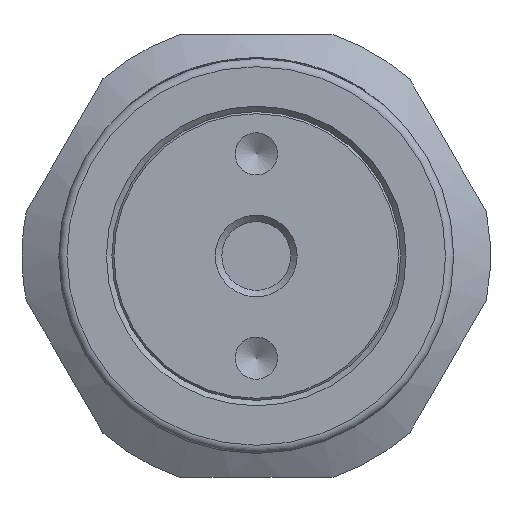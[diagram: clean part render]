
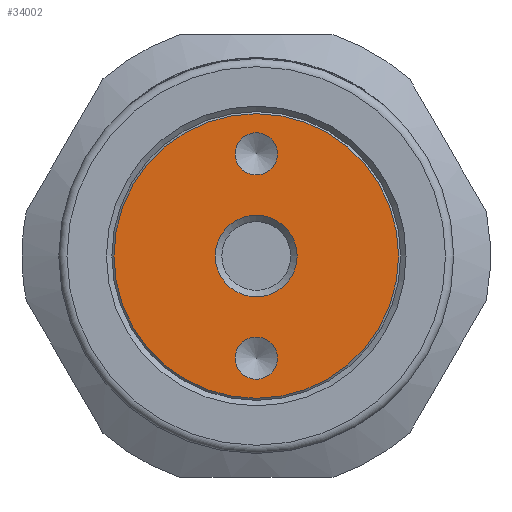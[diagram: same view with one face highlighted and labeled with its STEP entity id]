
A CAD part, left-side view. The second image highlights one B-rep face of the part: STEP entity #34002.
In plain terms, the highlighted planar face has unit normal (-1, 0, 0).
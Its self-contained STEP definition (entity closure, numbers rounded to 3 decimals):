
#33953=CARTESIAN_POINT('',(-115.5,0.,11.0));
#33954=DIRECTION('',(-1.0,0.0,0.0));
#33955=DIRECTION('',(0.0,-1.0,0.0));
#33956=AXIS2_PLACEMENT_3D('',#33953,#33954,#33955);
#33957=PLANE('',#33956);
#33958=CARTESIAN_POINT('',(-115.5,0.,20.9));
#33959=VERTEX_POINT('',#33958);
#33960=CARTESIAN_POINT('',(-115.5,0.,0.));
#33961=DIRECTION('',(1.0,0.0,0.0));
#33962=DIRECTION('',(0.0,0.0,-1.0));
#33963=AXIS2_PLACEMENT_3D('',#33960,#33961,#33962);
#33964=CIRCLE('',#33963,20.9);
#33965=EDGE_CURVE('',#33959,#33959,#33964,.T.);
#33966=ORIENTED_EDGE('',*,*,#33965,.F.);
#33967=EDGE_LOOP('',(#33966));
#33968=FACE_OUTER_BOUND('',#33967,.T.);
#33969=CARTESIAN_POINT('',(-115.5,0.,6.));
#33970=VERTEX_POINT('',#33969);
#33971=CARTESIAN_POINT('',(-115.5,0.,0.));
#33972=DIRECTION('',(1.0,0.0,0.0));
#33973=DIRECTION('',(0.0,0.0,1.0));
#33974=AXIS2_PLACEMENT_3D('',#33971,#33972,#33973);
#33975=CIRCLE('',#33974,6.);
#33976=EDGE_CURVE('',#33970,#33970,#33975,.T.);
#33977=ORIENTED_EDGE('',*,*,#33976,.T.);
#33978=EDGE_LOOP('',(#33977));
#33979=FACE_BOUND('',#33978,.T.);
#33980=CARTESIAN_POINT('',(-115.5,3.1,15.));
#33981=VERTEX_POINT('',#33980);
#33982=CARTESIAN_POINT('',(-115.5,0.,15.));
#33983=DIRECTION('',(1.0,0.0,0.0));
#33984=DIRECTION('',(0.0,1.0,0.0));
#33985=AXIS2_PLACEMENT_3D('',#33982,#33983,#33984);
#33986=CIRCLE('',#33985,3.1);
#33987=EDGE_CURVE('',#33981,#33981,#33986,.T.);
#33988=ORIENTED_EDGE('',*,*,#33987,.T.);
#33989=EDGE_LOOP('',(#33988));
#33990=FACE_BOUND('',#33989,.T.);
#33991=CARTESIAN_POINT('',(-115.5,-3.1,-15.));
#33992=VERTEX_POINT('',#33991);
#33993=CARTESIAN_POINT('',(-115.5,0.,-15.));
#33994=DIRECTION('',(1.0,0.0,0.0));
#33995=DIRECTION('',(0.0,-1.0,0.0));
#33996=AXIS2_PLACEMENT_3D('',#33993,#33994,#33995);
#33997=CIRCLE('',#33996,3.1);
#33998=EDGE_CURVE('',#33992,#33992,#33997,.T.);
#33999=ORIENTED_EDGE('',*,*,#33998,.T.);
#34000=EDGE_LOOP('',(#33999));
#34001=FACE_BOUND('',#34000,.T.);
#34002=ADVANCED_FACE('',(#33968,#33979,#33990,#34001),#33957,.T.);
